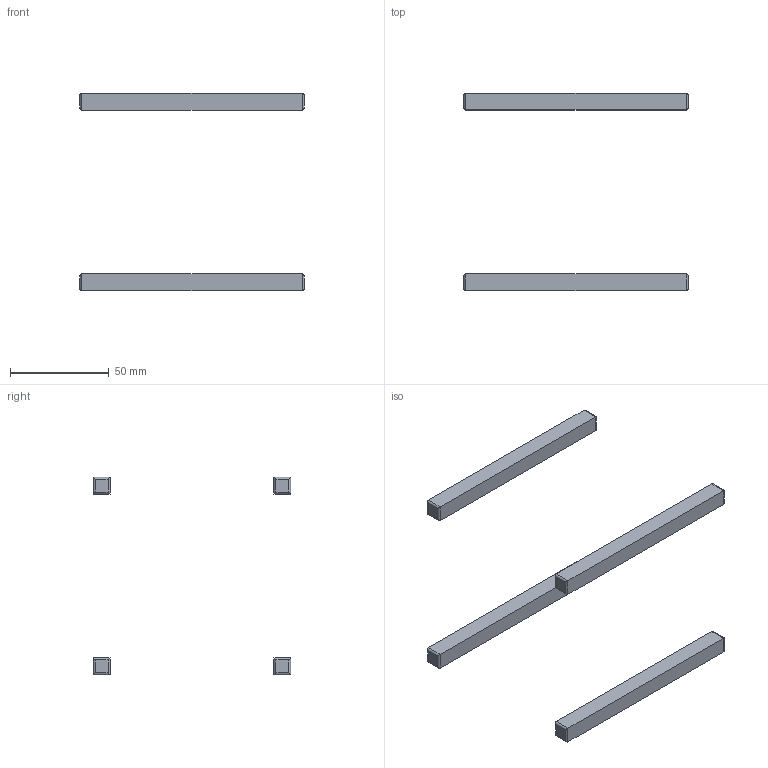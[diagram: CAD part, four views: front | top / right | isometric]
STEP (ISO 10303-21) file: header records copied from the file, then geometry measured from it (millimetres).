
FILE_DESCRIPTION(('STEP AP242'), '1');
FILE_NAME('Íàïðàâëÿþùèå', '', ('UNSPECIFIED'), ('UNSPECIFIED'), 'C3D Converter', 'C3D Toolkit', '');
FILE_SCHEMA(('AP242_MANAGED_MODEL_BASED_3D_ENGINEERING_MIM_LF { 1 0 10303 442 1 1 4 }'));
Length unit declared in the file: millimetre
Products named in the file (1):  ВО
Bounding box: 113.5 x 100 x 100 mm (x, y, z)
Volume: 32746.2 mm3; surface area: 15892.7 mm2
Topology: 4 solids, 4 shells, 56 faces, 112 edges, 64 vertices
Faces by surface type: cylinder 32, plane 24
Entity records: 1438 total; most frequent: CARTESIAN_POINT 329, ORIENTED_EDGE 224, DIRECTION 194, EDGE_CURVE 112, LINE 80, VECTOR 80, VERTEX_POINT 64, AXIS2_PLACEMENT_3D 57
